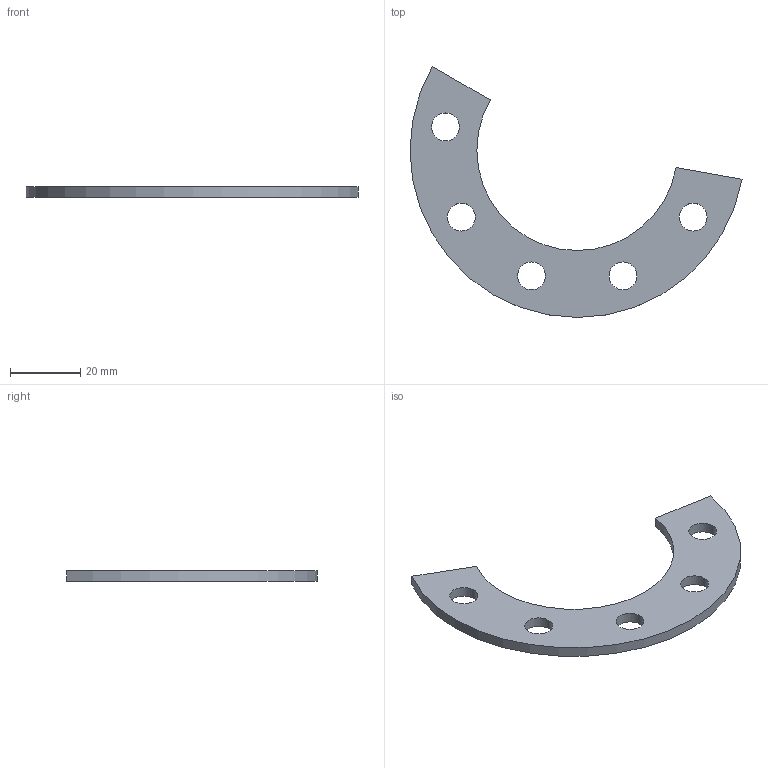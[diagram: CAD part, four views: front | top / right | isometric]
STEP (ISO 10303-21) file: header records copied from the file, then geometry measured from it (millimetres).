
FILE_DESCRIPTION(/* description */ (''),/* implementation_level */ '2;1');
FILE_NAME(/* name */ 'Spacer 0.75in - 5 Holes - 3mm.step',/* time_stamp */ '2023-05-22T22:16:42-04:00',/* author */ (''),/* organization */ (''),/* preprocessor_version */ 'ST-DEVELOPER v19.2',/* originating_system */ 'Autodesk Translation Framework v12.4.0.73',/* authorisation */ '');
FILE_SCHEMA (('AUTOMOTIVE_DESIGN { 1 0 10303 214 3 1 1 }'));
Length unit declared in the file: millimetre
Products named in the file (1): Spacer 0.75in - 5 Holes - 3mm
Bounding box: 94.53 x 71.44 x 3 mm (x, y, z)
Volume: 6858.4 mm3; surface area: 5858.6 mm2
Topology: 1 solids, 1 shells, 11 faces, 27 edges, 18 vertices
Faces by surface type: cylinder 7, plane 4
Full cylindrical faces by diameter (mm): 7.938 x5
Entity records: 388 total; most frequent: DIRECTION 65, CARTESIAN_POINT 57, ORIENTED_EDGE 54, EDGE_CURVE 27, AXIS2_PLACEMENT_3D 26, EDGE_LOOP 21, VERTEX_POINT 18, CIRCLE 14
